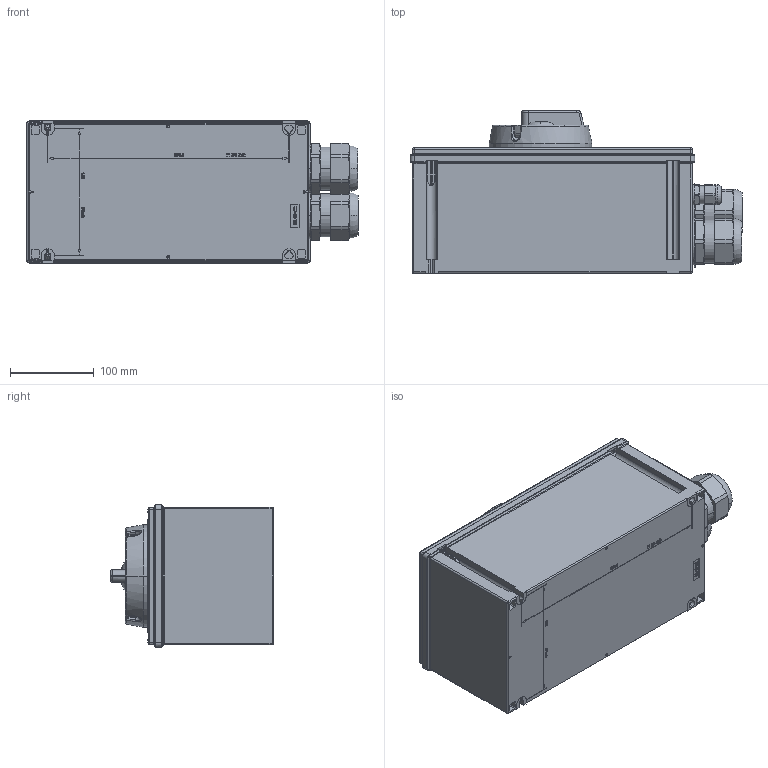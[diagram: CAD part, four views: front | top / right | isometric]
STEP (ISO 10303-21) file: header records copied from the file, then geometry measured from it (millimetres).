
FILE_DESCRIPTION (( 'STEP AP203' ), '1' );
FILE_NAME ('8146-5-V37-306-__-____-K.STEP', '2015-07-22T12:38:13', ( '' ), ( '' ), 'SwSTEP 2.0', 'SolidWorks 2015', '' );
FILE_SCHEMA (( 'CONFIG_CONTROL_DESIGN' ));
Length unit declared in the file: millimetre
Products named in the file (1): 8146-5-V37-306-__-____-K
Bounding box: 397.04 x 194.8 x 170 mm (x, y, z)
Volume: 8656792.6 mm3; surface area: 368364.4 mm2
Topology: 1 solids, 1 shells, 1646 faces, 4337 edges, 2778 vertices
Faces by surface type: plane 784, bspline 331, cylinder 313, torus 107, cone 87, sphere 24
Entity records: 68615 total; most frequent: CARTESIAN_POINT 30052, ORIENTED_EDGE 8642, DIRECTION 7006, EDGE_CURVE 4321, VERTEX_POINT 2778, VECTOR 2430, LINE 2430, AXIS2_PLACEMENT_3D 2288
